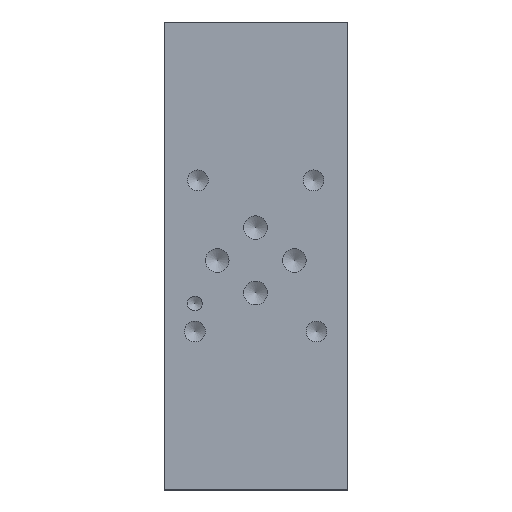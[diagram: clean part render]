
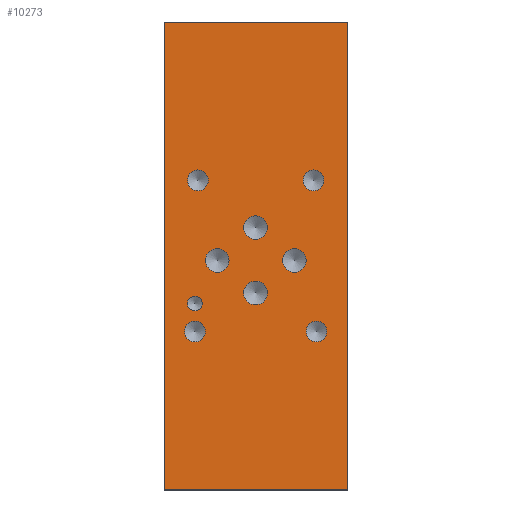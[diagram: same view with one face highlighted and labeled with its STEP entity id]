
A CAD part, top view. The second image highlights one B-rep face of the part: STEP entity #10273.
In plain terms, the highlighted planar face has unit normal (0, 0, 1).
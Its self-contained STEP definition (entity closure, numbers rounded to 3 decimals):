
#144=CIRCLE('',#10700,3.175);
#145=CIRCLE('',#10701,3.175);
#148=CIRCLE('',#10706,3.175);
#149=CIRCLE('',#10707,3.175);
#152=CIRCLE('',#10712,3.175);
#153=CIRCLE('',#10713,3.175);
#156=CIRCLE('',#10718,3.175);
#157=CIRCLE('',#10719,3.175);
#160=CIRCLE('',#10724,1.981);
#161=CIRCLE('',#10725,1.981);
#164=CIRCLE('',#10730,2.781);
#165=CIRCLE('',#10731,2.781);
#168=CIRCLE('',#10736,2.781);
#169=CIRCLE('',#10737,2.781);
#172=CIRCLE('',#10742,2.781);
#173=CIRCLE('',#10743,2.781);
#176=CIRCLE('',#10748,2.781);
#177=CIRCLE('',#10749,2.781);
#249=FACE_BOUND('',#1616,.T.);
#250=FACE_BOUND('',#1617,.T.);
#251=FACE_BOUND('',#1618,.T.);
#252=FACE_BOUND('',#1619,.T.);
#253=FACE_BOUND('',#1620,.T.);
#254=FACE_BOUND('',#1621,.T.);
#255=FACE_BOUND('',#1622,.T.);
#256=FACE_BOUND('',#1623,.T.);
#257=FACE_BOUND('',#1624,.T.);
#540=PLANE('',#10754);
#1056=FACE_OUTER_BOUND('',#1615,.T.);
#1615=EDGE_LOOP('',(#9098,#9099,#9100,#9101));
#1616=EDGE_LOOP('',(#9102,#9103));
#1617=EDGE_LOOP('',(#9104,#9105));
#1618=EDGE_LOOP('',(#9106,#9107));
#1619=EDGE_LOOP('',(#9108,#9109));
#1620=EDGE_LOOP('',(#9110,#9111));
#1621=EDGE_LOOP('',(#9112,#9113));
#1622=EDGE_LOOP('',(#9114,#9115));
#1623=EDGE_LOOP('',(#9116,#9117));
#1624=EDGE_LOOP('',(#9118,#9119));
#2066=LINE('',#16162,#3003);
#2565=LINE('',#17895,#3502);
#2568=LINE('',#17901,#3505);
#2571=LINE('',#17905,#3508);
#3003=VECTOR('',#11403,10.);
#3502=VECTOR('',#12614,10.);
#3505=VECTOR('',#12619,10.);
#3508=VECTOR('',#12624,10.);
#4367=VERTEX_POINT('',#16159);
#4368=VERTEX_POINT('',#16161);
#4803=VERTEX_POINT('',#17781);
#4804=VERTEX_POINT('',#17782);
#4808=VERTEX_POINT('',#17794);
#4809=VERTEX_POINT('',#17795);
#4813=VERTEX_POINT('',#17807);
#4814=VERTEX_POINT('',#17808);
#4818=VERTEX_POINT('',#17820);
#4819=VERTEX_POINT('',#17821);
#4823=VERTEX_POINT('',#17833);
#4824=VERTEX_POINT('',#17834);
#4828=VERTEX_POINT('',#17846);
#4829=VERTEX_POINT('',#17847);
#4833=VERTEX_POINT('',#17859);
#4834=VERTEX_POINT('',#17860);
#4838=VERTEX_POINT('',#17872);
#4839=VERTEX_POINT('',#17873);
#4843=VERTEX_POINT('',#17885);
#4844=VERTEX_POINT('',#17886);
#4846=VERTEX_POINT('',#17894);
#4848=VERTEX_POINT('',#17900);
#5592=EDGE_CURVE('',#4368,#4367,#2066,.T.);
#6221=EDGE_CURVE('',#4803,#4804,#144,.T.);
#6222=EDGE_CURVE('',#4804,#4803,#145,.T.);
#6227=EDGE_CURVE('',#4808,#4809,#148,.T.);
#6228=EDGE_CURVE('',#4809,#4808,#149,.T.);
#6233=EDGE_CURVE('',#4813,#4814,#152,.T.);
#6234=EDGE_CURVE('',#4814,#4813,#153,.T.);
#6239=EDGE_CURVE('',#4818,#4819,#156,.T.);
#6240=EDGE_CURVE('',#4819,#4818,#157,.T.);
#6245=EDGE_CURVE('',#4823,#4824,#160,.T.);
#6246=EDGE_CURVE('',#4824,#4823,#161,.T.);
#6251=EDGE_CURVE('',#4828,#4829,#164,.T.);
#6252=EDGE_CURVE('',#4829,#4828,#165,.T.);
#6257=EDGE_CURVE('',#4833,#4834,#168,.T.);
#6258=EDGE_CURVE('',#4834,#4833,#169,.T.);
#6263=EDGE_CURVE('',#4838,#4839,#172,.T.);
#6264=EDGE_CURVE('',#4839,#4838,#173,.T.);
#6269=EDGE_CURVE('',#4843,#4844,#176,.T.);
#6270=EDGE_CURVE('',#4844,#4843,#177,.T.);
#6273=EDGE_CURVE('',#4846,#4368,#2565,.T.);
#6276=EDGE_CURVE('',#4848,#4846,#2568,.T.);
#6279=EDGE_CURVE('',#4367,#4848,#2571,.T.);
#9098=ORIENTED_EDGE('',*,*,#6279,.T.);
#9099=ORIENTED_EDGE('',*,*,#6276,.T.);
#9100=ORIENTED_EDGE('',*,*,#6273,.T.);
#9101=ORIENTED_EDGE('',*,*,#5592,.T.);
#9102=ORIENTED_EDGE('',*,*,#6221,.T.);
#9103=ORIENTED_EDGE('',*,*,#6222,.T.);
#9104=ORIENTED_EDGE('',*,*,#6227,.T.);
#9105=ORIENTED_EDGE('',*,*,#6228,.T.);
#9106=ORIENTED_EDGE('',*,*,#6233,.T.);
#9107=ORIENTED_EDGE('',*,*,#6234,.T.);
#9108=ORIENTED_EDGE('',*,*,#6239,.T.);
#9109=ORIENTED_EDGE('',*,*,#6240,.T.);
#9110=ORIENTED_EDGE('',*,*,#6245,.T.);
#9111=ORIENTED_EDGE('',*,*,#6246,.T.);
#9112=ORIENTED_EDGE('',*,*,#6251,.T.);
#9113=ORIENTED_EDGE('',*,*,#6252,.T.);
#9114=ORIENTED_EDGE('',*,*,#6257,.T.);
#9115=ORIENTED_EDGE('',*,*,#6258,.T.);
#9116=ORIENTED_EDGE('',*,*,#6263,.T.);
#9117=ORIENTED_EDGE('',*,*,#6264,.T.);
#9118=ORIENTED_EDGE('',*,*,#6269,.T.);
#9119=ORIENTED_EDGE('',*,*,#6270,.T.);
#10273=ADVANCED_FACE('',(#1056,#249,#250,#251,#252,#253,#254,#255,#256,
#257),#540,.T.);
#10700=AXIS2_PLACEMENT_3D('',#17783,#12492,#12493);
#10701=AXIS2_PLACEMENT_3D('',#17784,#12494,#12495);
#10706=AXIS2_PLACEMENT_3D('',#17796,#12506,#12507);
#10707=AXIS2_PLACEMENT_3D('',#17797,#12508,#12509);
#10712=AXIS2_PLACEMENT_3D('',#17809,#12520,#12521);
#10713=AXIS2_PLACEMENT_3D('',#17810,#12522,#12523);
#10718=AXIS2_PLACEMENT_3D('',#17822,#12534,#12535);
#10719=AXIS2_PLACEMENT_3D('',#17823,#12536,#12537);
#10724=AXIS2_PLACEMENT_3D('',#17835,#12548,#12549);
#10725=AXIS2_PLACEMENT_3D('',#17836,#12550,#12551);
#10730=AXIS2_PLACEMENT_3D('',#17848,#12562,#12563);
#10731=AXIS2_PLACEMENT_3D('',#17849,#12564,#12565);
#10736=AXIS2_PLACEMENT_3D('',#17861,#12576,#12577);
#10737=AXIS2_PLACEMENT_3D('',#17862,#12578,#12579);
#10742=AXIS2_PLACEMENT_3D('',#17874,#12590,#12591);
#10743=AXIS2_PLACEMENT_3D('',#17875,#12592,#12593);
#10748=AXIS2_PLACEMENT_3D('',#17887,#12604,#12605);
#10749=AXIS2_PLACEMENT_3D('',#17888,#12606,#12607);
#10754=AXIS2_PLACEMENT_3D('',#17906,#12625,#12626);
#11403=DIRECTION('',(0.,-1.,0.));
#12492=DIRECTION('center_axis',(0.,0.,-1.));
#12493=DIRECTION('ref_axis',(1.,0.,0.));
#12494=DIRECTION('center_axis',(0.,0.,-1.));
#12495=DIRECTION('ref_axis',(1.,0.,0.));
#12506=DIRECTION('center_axis',(0.,0.,-1.));
#12507=DIRECTION('ref_axis',(1.,0.,0.));
#12508=DIRECTION('center_axis',(0.,0.,-1.));
#12509=DIRECTION('ref_axis',(1.,0.,0.));
#12520=DIRECTION('center_axis',(0.,0.,-1.));
#12521=DIRECTION('ref_axis',(1.,0.,0.));
#12522=DIRECTION('center_axis',(0.,0.,-1.));
#12523=DIRECTION('ref_axis',(1.,0.,0.));
#12534=DIRECTION('center_axis',(0.,0.,-1.));
#12535=DIRECTION('ref_axis',(1.,0.,0.));
#12536=DIRECTION('center_axis',(0.,0.,-1.));
#12537=DIRECTION('ref_axis',(1.,0.,0.));
#12548=DIRECTION('center_axis',(0.,0.,-1.));
#12549=DIRECTION('ref_axis',(1.,0.,0.));
#12550=DIRECTION('center_axis',(0.,0.,-1.));
#12551=DIRECTION('ref_axis',(1.,0.,0.));
#12562=DIRECTION('center_axis',(0.,0.,-1.));
#12563=DIRECTION('ref_axis',(1.,0.,0.));
#12564=DIRECTION('center_axis',(0.,0.,-1.));
#12565=DIRECTION('ref_axis',(1.,0.,0.));
#12576=DIRECTION('center_axis',(0.,0.,-1.));
#12577=DIRECTION('ref_axis',(1.,0.,0.));
#12578=DIRECTION('center_axis',(0.,0.,-1.));
#12579=DIRECTION('ref_axis',(1.,0.,0.));
#12590=DIRECTION('center_axis',(0.,0.,-1.));
#12591=DIRECTION('ref_axis',(1.,0.,0.));
#12592=DIRECTION('center_axis',(0.,0.,-1.));
#12593=DIRECTION('ref_axis',(1.,0.,0.));
#12604=DIRECTION('center_axis',(0.,0.,-1.));
#12605=DIRECTION('ref_axis',(1.,0.,0.));
#12606=DIRECTION('center_axis',(0.,0.,-1.));
#12607=DIRECTION('ref_axis',(1.,0.,0.));
#12614=DIRECTION('',(-1.,0.,0.));
#12619=DIRECTION('',(0.,1.,0.));
#12624=DIRECTION('',(1.,0.,0.));
#12625=DIRECTION('center_axis',(0.,0.,1.));
#12626=DIRECTION('ref_axis',(1.,0.,0.));
#16159=CARTESIAN_POINT('',(0.,0.,40.132));
#16161=CARTESIAN_POINT('',(0.,125.222,40.132));
#16162=CARTESIAN_POINT('',(0.,125.222,40.132));
#17781=CARTESIAN_POINT('',(27.635,70.155,40.132));
#17782=CARTESIAN_POINT('',(21.285,70.155,40.132));
#17783=CARTESIAN_POINT('Origin',(24.46,70.155,40.132));
#17784=CARTESIAN_POINT('Origin',(24.46,70.155,40.132));
#17794=CARTESIAN_POINT('',(17.323,61.417,40.132));
#17795=CARTESIAN_POINT('',(10.973,61.417,40.132));
#17796=CARTESIAN_POINT('Origin',(14.148,61.417,40.132));
#17797=CARTESIAN_POINT('Origin',(14.148,61.417,40.132));
#17807=CARTESIAN_POINT('',(37.973,61.417,40.132));
#17808=CARTESIAN_POINT('',(31.623,61.417,40.132));
#17809=CARTESIAN_POINT('Origin',(34.798,61.417,40.132));
#17810=CARTESIAN_POINT('Origin',(34.798,61.417,40.132));
#17820=CARTESIAN_POINT('',(27.635,52.68,40.132));
#17821=CARTESIAN_POINT('',(21.285,52.68,40.132));
#17822=CARTESIAN_POINT('Origin',(24.46,52.68,40.132));
#17823=CARTESIAN_POINT('Origin',(24.46,52.68,40.132));
#17833=CARTESIAN_POINT('',(10.185,49.86,40.132));
#17834=CARTESIAN_POINT('',(6.223,49.86,40.132));
#17835=CARTESIAN_POINT('Origin',(8.204,49.86,40.132));
#17836=CARTESIAN_POINT('Origin',(8.204,49.86,40.132));
#17846=CARTESIAN_POINT('',(43.523,42.367,40.132));
#17847=CARTESIAN_POINT('',(37.96,42.367,40.132));
#17848=CARTESIAN_POINT('Origin',(40.742,42.367,40.132));
#17849=CARTESIAN_POINT('Origin',(40.742,42.367,40.132));
#17859=CARTESIAN_POINT('',(11.773,82.855,40.132));
#17860=CARTESIAN_POINT('',(6.21,82.855,40.132));
#17861=CARTESIAN_POINT('Origin',(8.992,82.855,40.132));
#17862=CARTESIAN_POINT('Origin',(8.992,82.855,40.132));
#17872=CARTESIAN_POINT('',(42.736,82.855,40.132));
#17873=CARTESIAN_POINT('',(37.173,82.855,40.132));
#17874=CARTESIAN_POINT('Origin',(39.954,82.855,40.132));
#17875=CARTESIAN_POINT('Origin',(39.954,82.855,40.132));
#17885=CARTESIAN_POINT('',(10.986,42.367,40.132));
#17886=CARTESIAN_POINT('',(5.423,42.367,40.132));
#17887=CARTESIAN_POINT('Origin',(8.204,42.367,40.132));
#17888=CARTESIAN_POINT('Origin',(8.204,42.367,40.132));
#17894=CARTESIAN_POINT('',(49.098,125.222,40.132));
#17895=CARTESIAN_POINT('',(49.098,125.222,40.132));
#17900=CARTESIAN_POINT('',(49.098,0.,40.132));
#17901=CARTESIAN_POINT('',(49.098,0.,40.132));
#17905=CARTESIAN_POINT('',(0.,0.,40.132));
#17906=CARTESIAN_POINT('Origin',(24.549,62.611,40.132));
